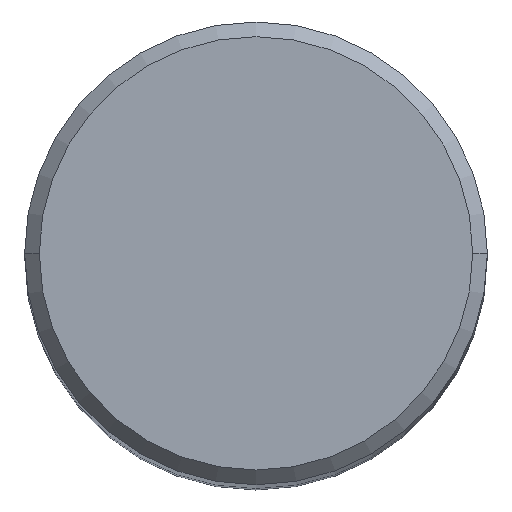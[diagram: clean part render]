
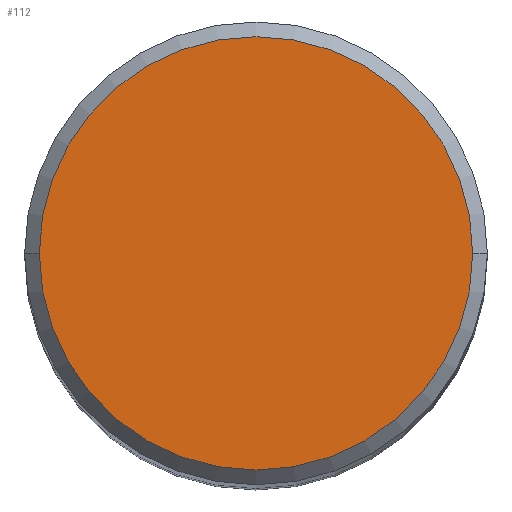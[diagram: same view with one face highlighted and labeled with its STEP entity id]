
A CAD part, top view. The second image highlights one B-rep face of the part: STEP entity #112.
In plain terms, the highlighted planar face has unit normal (0, 0, 1).
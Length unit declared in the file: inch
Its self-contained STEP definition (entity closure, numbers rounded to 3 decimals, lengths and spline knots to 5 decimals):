
#1 = DIRECTION ( 'NONE',  ( 0., 0., 1. ) ) ;
#37 = ORIENTED_EDGE ( 'NONE', *, *, #139, .T. ) ;
#47 = EDGE_CURVE ( 'NONE', #225, #283, #127, .T. ) ;
#60 = FACE_OUTER_BOUND ( 'NONE', #200, .T. ) ;
#82 = CARTESIAN_POINT ( 'NONE',  ( -0.22122, 0., 3.26772 ) ) ;
#106 = DIRECTION ( 'NONE',  ( 1., 0., 0. ) ) ;
#110 = AXIS2_PLACEMENT_3D ( 'NONE', #132, #272, #304 ) ;
#112 = ADVANCED_FACE ( 'NONE', ( #60 ), #268, .T. ) ;
#127 = CIRCLE ( 'NONE', #168, 0.22122 ) ;
#132 = CARTESIAN_POINT ( 'NONE',  ( 0., 0., 3.26772 ) ) ;
#139 = EDGE_CURVE ( 'NONE', #283, #225, #193, .T. ) ;
#142 = CARTESIAN_POINT ( 'NONE',  ( 0.22122, 0., 3.26772 ) ) ;
#160 = DIRECTION ( 'NONE',  ( 0., 0., 1. ) ) ;
#165 = AXIS2_PLACEMENT_3D ( 'NONE', #219, #160, #106 ) ;
#168 = AXIS2_PLACEMENT_3D ( 'NONE', #185, #1, #213 ) ;
#177 = ORIENTED_EDGE ( 'NONE', *, *, #47, .T. ) ;
#185 = CARTESIAN_POINT ( 'NONE',  ( 0., 0., 3.26772 ) ) ;
#193 = CIRCLE ( 'NONE', #110, 0.22122 ) ;
#200 = EDGE_LOOP ( 'NONE', ( #177, #37 ) ) ;
#213 = DIRECTION ( 'NONE',  ( 1., 0., 0. ) ) ;
#219 = CARTESIAN_POINT ( 'NONE',  ( 0., 0., 3.26772 ) ) ;
#225 = VERTEX_POINT ( 'NONE', #82 ) ;
#268 = PLANE ( 'NONE',  #165 ) ;
#272 = DIRECTION ( 'NONE',  ( 0., 0., 1. ) ) ;
#283 = VERTEX_POINT ( 'NONE', #142 ) ;
#304 = DIRECTION ( 'NONE',  ( 1., 0., 0. ) ) ;
